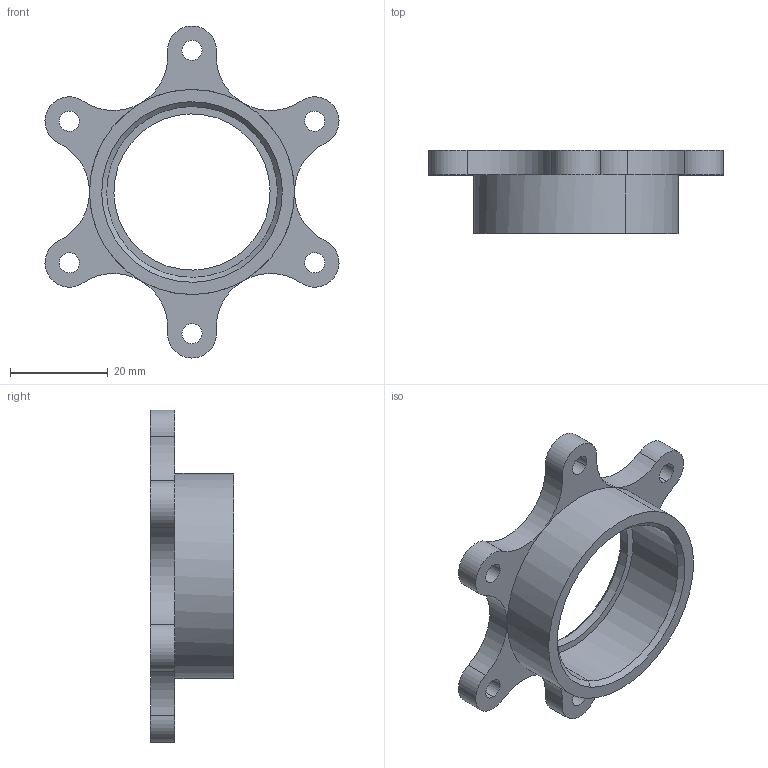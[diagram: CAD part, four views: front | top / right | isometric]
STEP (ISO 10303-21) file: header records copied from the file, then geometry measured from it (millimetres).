
FILE_DESCRIPTION(('CATIA V5 STEP Exchange'),'2;1');
FILE_NAME('Porte_couronne.stp','2019-03-02T16:36:09+00:00',('none'),('none'),'CATIA Version 5 Release 19 GA (IN-10)','CATIA V5 STEP AP203','none');
FILE_SCHEMA(('CONFIG_CONTROL_DESIGN'));
Length unit declared in the file: millimetre
Products named in the file (1): Porte_couronne
Bounding box: 60.23 x 17 x 68 mm (x, y, z)
Volume: 11285.2 mm3; surface area: 7585.3 mm2
Topology: 1 solids, 1 shells, 44 faces, 135 edges, 94 vertices
Faces by surface type: cylinder 31, plane 9, cone 4
Entity records: 1490 total; most frequent: ORIENTED_EDGE 270, CARTESIAN_POINT 259, DIRECTION 193, EDGE_CURVE 135, AXIS2_PLACEMENT_3D 130, CIRCLE 100, VERTEX_POINT 94, EDGE_LOOP 59
